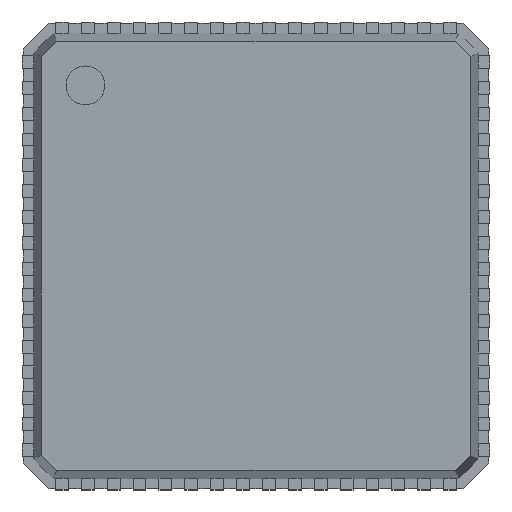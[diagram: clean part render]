
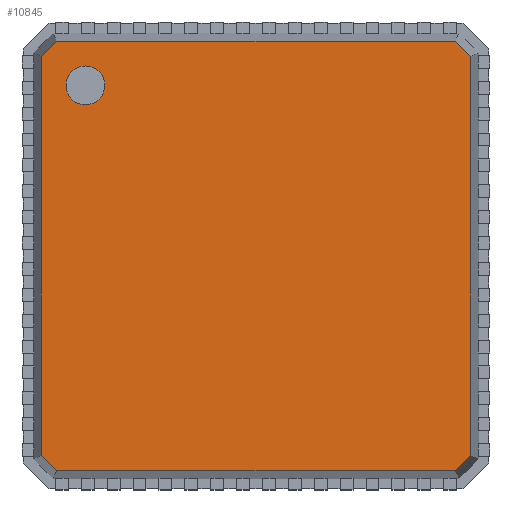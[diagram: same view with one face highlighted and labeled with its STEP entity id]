
A CAD part, top view. The second image highlights one B-rep face of the part: STEP entity #10845.
In plain terms, the highlighted planar face has unit normal (0, 0, 1).
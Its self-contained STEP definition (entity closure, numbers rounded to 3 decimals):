
#14=FACE_BOUND('',#1247,.T.);
#25=PLANE('',#11398);
#709=FACE_OUTER_BOUND('',#1246,.T.);
#1246=EDGE_LOOP('',(#7929,#7930,#7931,#7932,#7933,#7934,#7935,#7936));
#1247=EDGE_LOOP('',(#7937));
#1781=LINE('',#14623,#3378);
#1909=LINE('',#14880,#3506);
#1977=LINE('',#15017,#3574);
#1980=LINE('',#15022,#3577);
#1982=LINE('',#15026,#3579);
#1987=LINE('',#15036,#3584);
#2052=LINE('',#15165,#3649);
#2054=LINE('',#15168,#3651);
#3378=VECTOR('',#11943,10.);
#3506=VECTOR('',#12073,10.);
#3574=VECTOR('',#12143,10.);
#3577=VECTOR('',#12148,10.);
#3579=VECTOR('',#12152,10.);
#3584=VECTOR('',#12159,10.);
#3649=VECTOR('',#12226,10.);
#3651=VECTOR('',#12230,10.);
#4969=CIRCLE('',#11387,0.375);
#4971=VERTEX_POINT('',#14604);
#4978=VERTEX_POINT('',#14620);
#4979=VERTEX_POINT('',#14622);
#5106=VERTEX_POINT('',#14877);
#5107=VERTEX_POINT('',#14879);
#5174=VERTEX_POINT('',#15014);
#5175=VERTEX_POINT('',#15016);
#5177=VERTEX_POINT('',#15025);
#5181=VERTEX_POINT('',#15035);
#6037=EDGE_CURVE('',#4971,#4971,#4969,.T.);
#6045=EDGE_CURVE('',#4978,#4979,#1781,.T.);
#6173=EDGE_CURVE('',#5106,#5107,#1909,.T.);
#6241=EDGE_CURVE('',#5174,#5175,#1977,.T.);
#6244=EDGE_CURVE('',#5107,#4978,#1980,.T.);
#6246=EDGE_CURVE('',#4979,#5177,#1982,.T.);
#6251=EDGE_CURVE('',#5177,#5181,#1987,.T.);
#6316=EDGE_CURVE('',#5181,#5174,#2052,.T.);
#6318=EDGE_CURVE('',#5175,#5106,#2054,.T.);
#7929=ORIENTED_EDGE('',*,*,#6244,.F.);
#7930=ORIENTED_EDGE('',*,*,#6173,.F.);
#7931=ORIENTED_EDGE('',*,*,#6318,.F.);
#7932=ORIENTED_EDGE('',*,*,#6241,.F.);
#7933=ORIENTED_EDGE('',*,*,#6316,.F.);
#7934=ORIENTED_EDGE('',*,*,#6251,.F.);
#7935=ORIENTED_EDGE('',*,*,#6246,.F.);
#7936=ORIENTED_EDGE('',*,*,#6045,.F.);
#7937=ORIENTED_EDGE('',*,*,#6037,.T.);
#10845=ADVANCED_FACE('',(#709,#14),#25,.T.);
#11387=AXIS2_PLACEMENT_3D('',#14605,#11929,#11930);
#11398=AXIS2_PLACEMENT_3D('',#15170,#12232,#12233);
#11929=DIRECTION('center_axis',(0.,0.,-1.));
#11930=DIRECTION('ref_axis',(-1.,0.,0.));
#11943=DIRECTION('',(1.,0.,0.));
#12073=DIRECTION('',(0.,1.,0.));
#12143=DIRECTION('',(-1.,0.,0.));
#12148=DIRECTION('',(0.707,0.707,0.));
#12152=DIRECTION('',(0.707,-0.707,0.));
#12159=DIRECTION('',(0.,-1.,0.));
#12226=DIRECTION('',(-0.707,-0.707,0.));
#12230=DIRECTION('',(-0.707,0.707,0.));
#12232=DIRECTION('center_axis',(0.,0.,1.));
#12233=DIRECTION('ref_axis',(-1.,0.,0.));
#14604=CARTESIAN_POINT('',(-2.92,3.295,1.1));
#14605=CARTESIAN_POINT('Origin',(-3.295,3.295,1.1));
#14620=CARTESIAN_POINT('',(-3.853,4.145,1.1));
#14622=CARTESIAN_POINT('',(3.853,4.145,1.1));
#14623=CARTESIAN_POINT('',(-3.917,4.145,1.1));
#14877=CARTESIAN_POINT('',(-4.145,-3.853,1.1));
#14879=CARTESIAN_POINT('',(-4.145,3.853,1.1));
#14880=CARTESIAN_POINT('',(-4.145,-3.917,1.1));
#15014=CARTESIAN_POINT('',(3.853,-4.145,1.1));
#15016=CARTESIAN_POINT('',(-3.853,-4.145,1.1));
#15017=CARTESIAN_POINT('',(3.917,-4.145,1.1));
#15022=CARTESIAN_POINT('',(-4.19,3.807,1.1));
#15025=CARTESIAN_POINT('',(4.145,3.853,1.1));
#15026=CARTESIAN_POINT('',(3.807,4.19,1.1));
#15035=CARTESIAN_POINT('',(4.145,-3.853,1.1));
#15036=CARTESIAN_POINT('',(4.145,3.917,1.1));
#15165=CARTESIAN_POINT('',(4.19,-3.807,1.1));
#15168=CARTESIAN_POINT('',(-3.807,-4.19,1.1));
#15170=CARTESIAN_POINT('Origin',(0.,0.,1.1));
